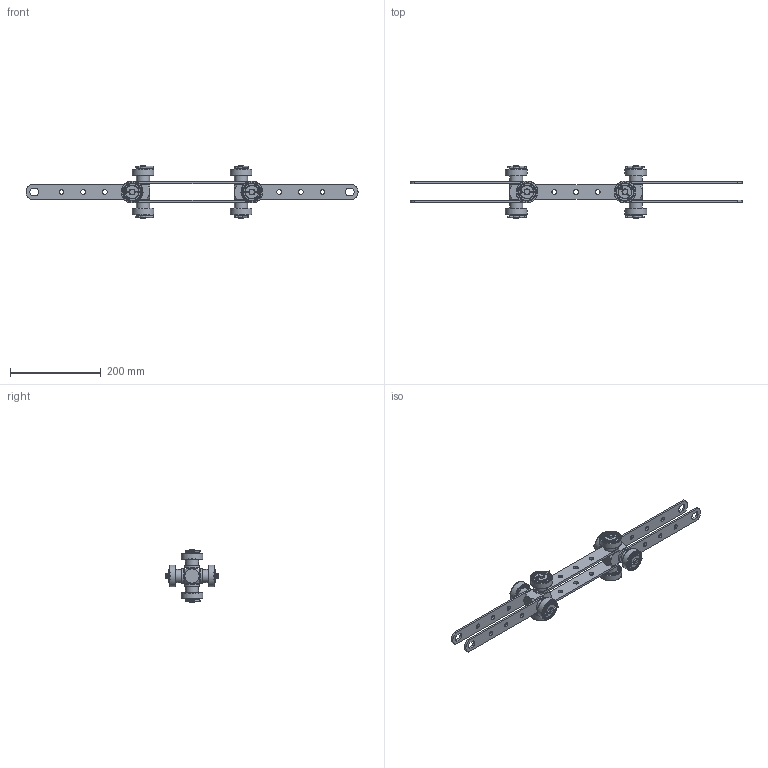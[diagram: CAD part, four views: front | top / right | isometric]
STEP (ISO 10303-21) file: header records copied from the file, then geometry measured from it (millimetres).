
FILE_DESCRIPTION(('FreeCAD Model'),'2;1');
FILE_NAME('Open CASCADE Shape Model','2025-05-04T06:30:49',('FreeCAD'),( 'FreeCAD'),'Open CASCADE STEP processor 7.6','FreeCAD','Unknown');
FILE_SCHEMA(('AUTOMOTIVE_DESIGN { 1 0 10303 214 1 1 1 1 }'));
Products named in the file (1): Open CASCADE STEP translator 7.6 1
Bounding box: 732.97 x 115.36 x 115.36 mm (x, y, z)
Volume: 542578.1 mm3; surface area: 297824.9 mm2
Topology: 107 solids, 107 shells, 942 faces, 1995 edges, 1320 vertices
Faces by surface type: bspline 942
Entity records: 35723 total; most frequent: CARTESIAN_POINT 23577, ORIENTED_EDGE 3990, EDGE_CURVE 1995, VERTEX_POINT 1360, FACE_BOUND 1213, EDGE_LOOP 1173, B_SPLINE_CURVE_WITH_KNOTS 1011, ADVANCED_FACE 902
